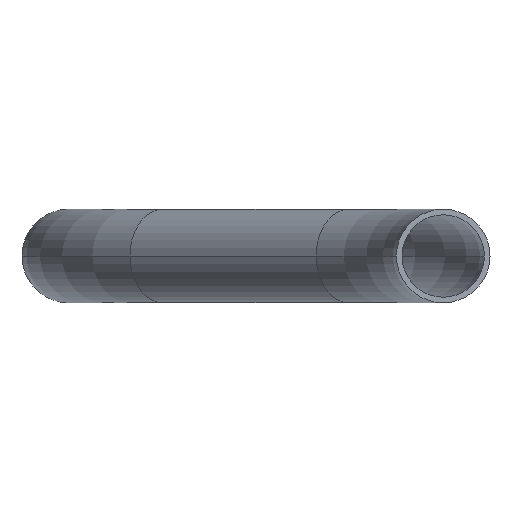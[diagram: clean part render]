
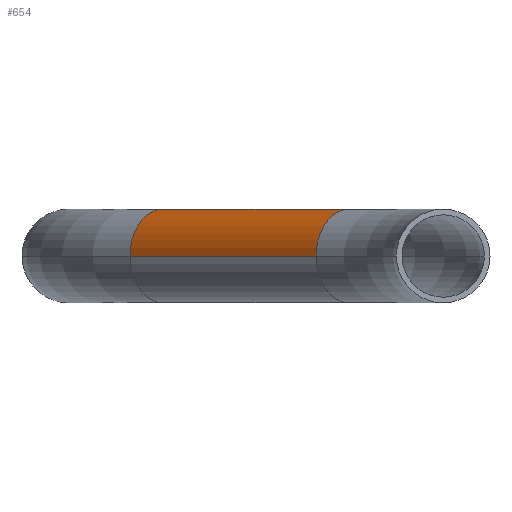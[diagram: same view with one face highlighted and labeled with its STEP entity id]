
A CAD part, left-side view. The second image highlights one B-rep face of the part: STEP entity #654.
In plain terms, the highlighted cylindrical face has radius 12.5 mm (diameter 25 mm), a partial arc.
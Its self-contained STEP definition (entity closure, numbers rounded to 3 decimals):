
#19 = VECTOR ( 'NONE', #377, 1000. ) ;
#26 = CIRCLE ( 'NONE', #182, 12.5 ) ;
#36 = CIRCLE ( 'NONE', #157, 12.5 ) ;
#95 = CYLINDRICAL_SURFACE ( 'NONE', #139, 12.5 ) ;
#96 = FACE_OUTER_BOUND ( 'NONE', #608, .T. ) ;
#139 = AXIS2_PLACEMENT_3D ( 'NONE', #277, #300, #362 ) ;
#157 = AXIS2_PLACEMENT_3D ( 'NONE', #338, #424, #427 ) ;
#182 = AXIS2_PLACEMENT_3D ( 'NONE', #282, #318, #365 ) ;
#195 = EDGE_CURVE ( 'NONE', #571, #514, #483, .T. ) ;
#197 = EDGE_CURVE ( 'NONE', #514, #502, #26, .T. ) ;
#205 = EDGE_CURVE ( 'NONE', #528, #502, #454, .T. ) ;
#229 = EDGE_CURVE ( 'NONE', #571, #528, #36, .T. ) ;
#268 = CARTESIAN_POINT ( 'NONE',  ( 250.769, 83.654, 0. ) ) ;
#270 = CARTESIAN_POINT ( 'NONE',  ( 219.231, 16.346, 0. ) ) ;
#277 = CARTESIAN_POINT ( 'NONE',  ( 259.645, 74.852, 0. ) ) ;
#282 = CARTESIAN_POINT ( 'NONE',  ( 210.355, 25.148, 0. ) ) ;
#300 = DIRECTION ( 'NONE',  ( -0.704, -0.71, 0. ) ) ;
#318 = DIRECTION ( 'NONE',  ( 0.704, 0.71, 0. ) ) ;
#338 = CARTESIAN_POINT ( 'NONE',  ( 259.645, 74.852, 0. ) ) ;
#362 = DIRECTION ( 'NONE',  ( 0.71, -0.704, 0. ) ) ;
#365 = DIRECTION ( 'NONE',  ( -0.71, 0.704, 0. ) ) ;
#377 = DIRECTION ( 'NONE',  ( -0.704, -0.71, 0. ) ) ;
#403 = CARTESIAN_POINT ( 'NONE',  ( 201.479, 33.95, 0. ) ) ;
#424 = DIRECTION ( 'NONE',  ( 0.704, 0.71, 0. ) ) ;
#427 = DIRECTION ( 'NONE',  ( -0.71, 0.704, 0. ) ) ;
#435 = DIRECTION ( 'NONE',  ( -0.704, -0.71, 0. ) ) ;
#439 = CARTESIAN_POINT ( 'NONE',  ( 268.521, 66.05, 0. ) ) ;
#443 = CARTESIAN_POINT ( 'NONE',  ( 250.769, 83.654, 0. ) ) ;
#453 = CARTESIAN_POINT ( 'NONE',  ( 268.521, 66.05, 0. ) ) ;
#454 = LINE ( 'NONE', #453, #458 ) ;
#458 = VECTOR ( 'NONE', #435, 1000. ) ;
#479 = ORIENTED_EDGE ( 'NONE', *, *, #229, .F. ) ;
#483 = LINE ( 'NONE', #268, #19 ) ;
#502 = VERTEX_POINT ( 'NONE', #270 ) ;
#512 = ORIENTED_EDGE ( 'NONE', *, *, #195, .T. ) ;
#514 = VERTEX_POINT ( 'NONE', #403 ) ;
#528 = VERTEX_POINT ( 'NONE', #439 ) ;
#571 = VERTEX_POINT ( 'NONE', #443 ) ;
#584 = ORIENTED_EDGE ( 'NONE', *, *, #197, .T. ) ;
#608 = EDGE_LOOP ( 'NONE', ( #479, #512, #584, #625 ) ) ;
#625 = ORIENTED_EDGE ( 'NONE', *, *, #205, .F. ) ;
#654 = ADVANCED_FACE ( 'NONE', ( #96 ), #95, .T. ) ;
